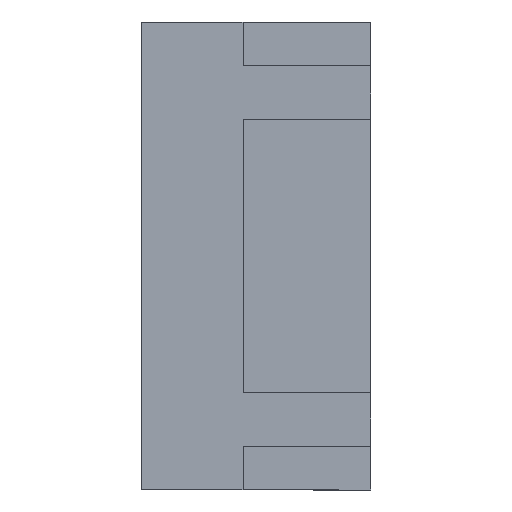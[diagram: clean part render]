
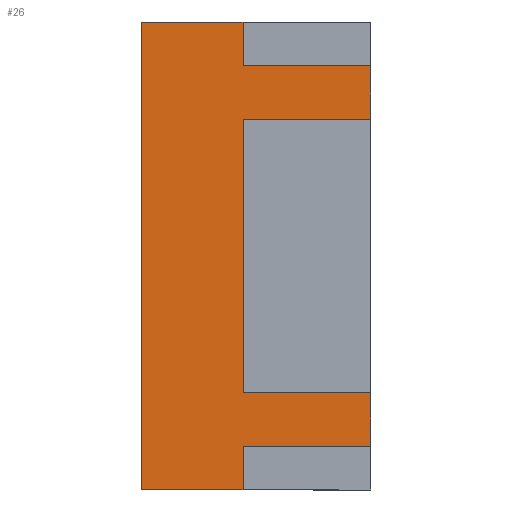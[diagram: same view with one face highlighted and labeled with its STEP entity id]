
A CAD part, left-side view. The second image highlights one B-rep face of the part: STEP entity #26.
In plain terms, the highlighted planar face has unit normal (-1, 0, 0).
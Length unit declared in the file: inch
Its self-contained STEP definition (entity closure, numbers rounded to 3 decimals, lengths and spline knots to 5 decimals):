
#1 = CARTESIAN_POINT ( 'NONE',  ( -1.25, 0., 0.47 ) ) ;
#16 = CARTESIAN_POINT ( 'NONE',  ( -1.25, 0., 0. ) ) ;
#26 = ADVANCED_FACE ( 'NONE', ( #494 ), #560, .T. ) ;
#33 = VERTEX_POINT ( 'NONE', #756 ) ;
#38 = VERTEX_POINT ( 'NONE', #190 ) ;
#53 = LINE ( 'NONE', #323, #714 ) ;
#55 = CARTESIAN_POINT ( 'NONE',  ( -1.25, 0.4394, 0.655 ) ) ;
#90 = LINE ( 'NONE', #661, #979 ) ;
#96 = VECTOR ( 'NONE', #857, 39.37008 ) ;
#118 = CARTESIAN_POINT ( 'NONE',  ( -1.25, 0.4394, 0. ) ) ;
#123 = CARTESIAN_POINT ( 'NONE',  ( -1.25, 0.4394, 0.47 ) ) ;
#129 = ORIENTED_EDGE ( 'NONE', *, *, #796, .F. ) ;
#134 = DIRECTION ( 'NONE',  ( 0., 0., 1. ) ) ;
#152 = VERTEX_POINT ( 'NONE', #157 ) ;
#154 = ORIENTED_EDGE ( 'NONE', *, *, #601, .F. ) ;
#157 = CARTESIAN_POINT ( 'NONE',  ( -1.25, 0., -0.47 ) ) ;
#171 = EDGE_LOOP ( 'NONE', ( #934, #519, #641, #537, #702, #919, #739, #154, #424, #814, #902, #129 ) ) ;
#182 = CARTESIAN_POINT ( 'NONE',  ( -1.25, 0.4894, -0.805 ) ) ;
#187 = VERTEX_POINT ( 'NONE', #55 ) ;
#190 = CARTESIAN_POINT ( 'NONE',  ( -1.25, 0.4394, -0.805 ) ) ;
#233 = DIRECTION ( 'NONE',  ( 0., -1., 0. ) ) ;
#297 = LINE ( 'NONE', #966, #766 ) ;
#301 = EDGE_CURVE ( 'NONE', #187, #33, #1050, .T. ) ;
#323 = CARTESIAN_POINT ( 'NONE',  ( -1.25, 3.11028, -0.47 ) ) ;
#335 = VERTEX_POINT ( 'NONE', #1164 ) ;
#343 = LINE ( 'NONE', #123, #96 ) ;
#353 = CARTESIAN_POINT ( 'NONE',  ( -1.25, 0.4394, 0.655 ) ) ;
#372 = LINE ( 'NONE', #648, #1102 ) ;
#376 = DIRECTION ( 'NONE',  ( 0., -1., 0. ) ) ;
#386 = DIRECTION ( 'NONE',  ( 0., -1., 0. ) ) ;
#400 = CARTESIAN_POINT ( 'NONE',  ( -1.25, 0.4394, 0.805 ) ) ;
#424 = ORIENTED_EDGE ( 'NONE', *, *, #721, .T. ) ;
#440 = LINE ( 'NONE', #182, #1002 ) ;
#480 = EDGE_CURVE ( 'NONE', #908, #659, #343, .T. ) ;
#489 = CARTESIAN_POINT ( 'NONE',  ( -1.25, 0.7894, 0.805 ) ) ;
#491 = VERTEX_POINT ( 'NONE', #575 ) ;
#494 = FACE_OUTER_BOUND ( 'NONE', #171, .T. ) ;
#505 = LINE ( 'NONE', #16, #1070 ) ;
#519 = ORIENTED_EDGE ( 'NONE', *, *, #480, .T. ) ;
#521 = EDGE_CURVE ( 'NONE', #38, #830, #688, .T. ) ;
#523 = VECTOR ( 'NONE', #1003, 39.37008 ) ;
#537 = ORIENTED_EDGE ( 'NONE', *, *, #720, .F. ) ;
#540 = DIRECTION ( 'NONE',  ( 0., -1., 0. ) ) ;
#560 = PLANE ( 'NONE',  #771 ) ;
#568 = DIRECTION ( 'NONE',  ( 0., 0., -1. ) ) ;
#572 = DIRECTION ( 'NONE',  ( -1., 0., 0. ) ) ;
#575 = CARTESIAN_POINT ( 'NONE',  ( -1.25, 0.7894, -0.805 ) ) ;
#600 = CARTESIAN_POINT ( 'NONE',  ( -1.25, 0.4394, -0.655 ) ) ;
#601 = EDGE_CURVE ( 'NONE', #491, #897, #297, .T. ) ;
#641 = ORIENTED_EDGE ( 'NONE', *, *, #801, .T. ) ;
#648 = CARTESIAN_POINT ( 'NONE',  ( -1.25, 0.4394, 0.805 ) ) ;
#656 = EDGE_CURVE ( 'NONE', #908, #152, #53, .T. ) ;
#659 = VERTEX_POINT ( 'NONE', #691 ) ;
#661 = CARTESIAN_POINT ( 'NONE',  ( -1.25, 0.4894, 0.805 ) ) ;
#685 = VECTOR ( 'NONE', #952, 39.37008 ) ;
#688 = LINE ( 'NONE', #400, #859 ) ;
#691 = CARTESIAN_POINT ( 'NONE',  ( -1.25, 0.4394, 0.47 ) ) ;
#692 = DIRECTION ( 'NONE',  ( 0., -1., 0. ) ) ;
#702 = ORIENTED_EDGE ( 'NONE', *, *, #301, .F. ) ;
#714 = VECTOR ( 'NONE', #233, 39.37008 ) ;
#716 = LINE ( 'NONE', #600, #785 ) ;
#720 = EDGE_CURVE ( 'NONE', #33, #1101, #933, .T. ) ;
#721 = EDGE_CURVE ( 'NONE', #491, #38, #440, .T. ) ;
#731 = VERTEX_POINT ( 'NONE', #1010 ) ;
#739 = ORIENTED_EDGE ( 'NONE', *, *, #852, .F. ) ;
#754 = CARTESIAN_POINT ( 'NONE',  ( -1.25, 3.11028, 0.47 ) ) ;
#756 = CARTESIAN_POINT ( 'NONE',  ( -1.25, 0., 0.655 ) ) ;
#766 = VECTOR ( 'NONE', #134, 39.37008 ) ;
#771 = AXIS2_PLACEMENT_3D ( 'NONE', #118, #572, #835 ) ;
#785 = VECTOR ( 'NONE', #692, 39.37008 ) ;
#796 = EDGE_CURVE ( 'NONE', #152, #731, #505, .T. ) ;
#801 = EDGE_CURVE ( 'NONE', #659, #1101, #1045, .T. ) ;
#814 = ORIENTED_EDGE ( 'NONE', *, *, #521, .T. ) ;
#830 = VERTEX_POINT ( 'NONE', #850 ) ;
#832 = DIRECTION ( 'NONE',  ( 0., 0., 1. ) ) ;
#833 = CARTESIAN_POINT ( 'NONE',  ( -1.25, 0., 0. ) ) ;
#835 = DIRECTION ( 'NONE',  ( 0., 0., 1. ) ) ;
#850 = CARTESIAN_POINT ( 'NONE',  ( -1.25, 0.4394, -0.655 ) ) ;
#852 = EDGE_CURVE ( 'NONE', #897, #335, #90, .T. ) ;
#857 = DIRECTION ( 'NONE',  ( 0., 0., 1. ) ) ;
#859 = VECTOR ( 'NONE', #1034, 39.37008 ) ;
#897 = VERTEX_POINT ( 'NONE', #489 ) ;
#902 = ORIENTED_EDGE ( 'NONE', *, *, #1093, .T. ) ;
#908 = VERTEX_POINT ( 'NONE', #1027 ) ;
#919 = ORIENTED_EDGE ( 'NONE', *, *, #1157, .T. ) ;
#933 = LINE ( 'NONE', #833, #523 ) ;
#934 = ORIENTED_EDGE ( 'NONE', *, *, #656, .F. ) ;
#937 = VECTOR ( 'NONE', #540, 39.37008 ) ;
#952 = DIRECTION ( 'NONE',  ( 0., -1., 0. ) ) ;
#966 = CARTESIAN_POINT ( 'NONE',  ( -1.25, 0.7894, 0. ) ) ;
#979 = VECTOR ( 'NONE', #386, 39.37008 ) ;
#1002 = VECTOR ( 'NONE', #376, 39.37008 ) ;
#1003 = DIRECTION ( 'NONE',  ( 0., 0., -1. ) ) ;
#1010 = CARTESIAN_POINT ( 'NONE',  ( -1.25, 0., -0.655 ) ) ;
#1027 = CARTESIAN_POINT ( 'NONE',  ( -1.25, 0.4394, -0.47 ) ) ;
#1034 = DIRECTION ( 'NONE',  ( 0., 0., 1. ) ) ;
#1045 = LINE ( 'NONE', #754, #685 ) ;
#1050 = LINE ( 'NONE', #353, #937 ) ;
#1070 = VECTOR ( 'NONE', #568, 39.37008 ) ;
#1093 = EDGE_CURVE ( 'NONE', #830, #731, #716, .T. ) ;
#1101 = VERTEX_POINT ( 'NONE', #1 ) ;
#1102 = VECTOR ( 'NONE', #832, 39.37008 ) ;
#1157 = EDGE_CURVE ( 'NONE', #187, #335, #372, .T. ) ;
#1164 = CARTESIAN_POINT ( 'NONE',  ( -1.25, 0.4394, 0.805 ) ) ;
